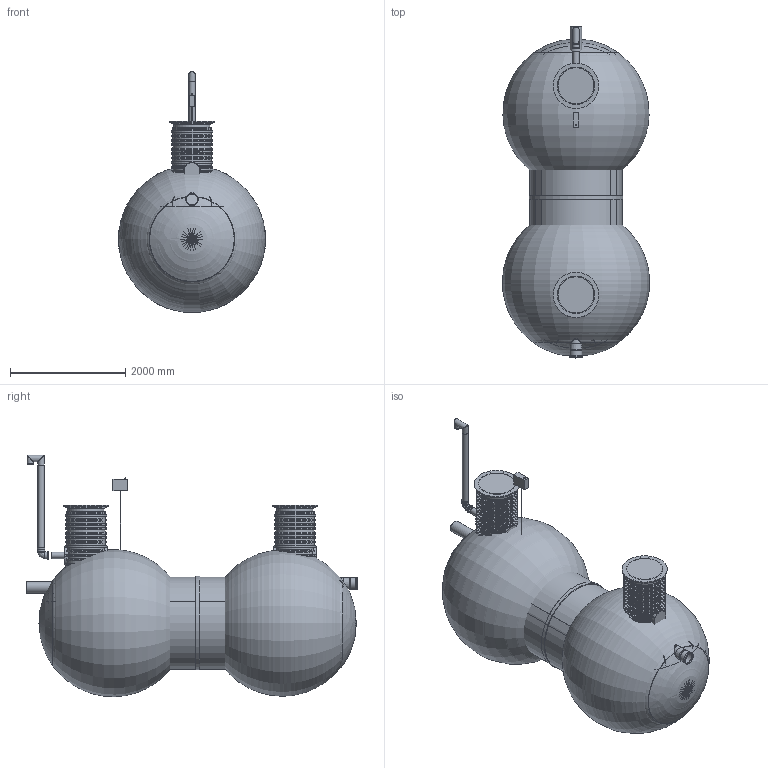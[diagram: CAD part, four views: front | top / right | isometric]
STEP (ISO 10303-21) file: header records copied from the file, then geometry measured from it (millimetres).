
FILE_DESCRIPTION(/* description */ ('Unknown'),/* implementation_level */ '2;1');
FILE_NAME(/* name */ 'Rasvaeraldaja NS20',/* time_stamp */ '2023-04-11T14:17:10+03:00',/* author */ ('Unknown'),/* organization */ ('Unknown'),/* preprocessor_version */ 'ST-DEVELOPER v18.1',/* originating_system */ 'Solid Edge',/* authorisation */ 'Unknown');
FILE_SCHEMA (('AUTOMOTIVE_DESIGN {1 0 10303 214 3 1 1}'));
Length unit declared in the file: millimetre
Products named in the file (37): Rasvaeraldaja NS20; 2261.013; Silinder D1600 rasvaeraldaja NS20; 2261.014; 2261.loikega 1; muhvots_200.par pikem; KolmikD200; 2261.004; 2261.005; 2261.006; 2261.007; 2261.010; 2261.011; Polv D200; Ribi 1600; 2261.loikega 2; 2703.001; 2697.001 tihend teeninduskaevule 670_var2; 2693.001_var3; Malmluuk_D600_(Ginmika); Malmluugi_korpus_D600_(Ginmika); Malmluugi_kaan_D600_(Ginmika); Liiva mudakambri maht rasvaeraldajas NS20 2261.000; Rasvakamber 2261; Rasva ruumala_rasvaeraldajas NS20 2261.000; D665 KP silinder 26.04.19; RoundTubing 110x6.6_oa_0; RoundTubing 63x4.7_oa_1; RoundTubing 25x2.3_oa_2; Ujuk_oa_3; Ujuk_oa_4; Ujuk_oa_5; PE_vent_malm_L=1500; PVC_polv_110; PE venttoru DN100 L=1500; Rotoventiots; elektrikarp loikefotole
Assembly tree (47 placements, depth 3):
  Rasvaeraldaja NS20
    2261.013
    Silinder D1600 rasvaeraldaja NS20
    2261.014
    2261.loikega 1
    muhvots_200.par pikem
    KolmikD200
    2261.004
    2261.005
    2261.006
    2261.007
    2261.010
    2261.011
    Polv D200
    Ribi 1600  x5
    2261.loikega 2
    2703.001  x2
    2697.001 tihend teeninduskaevule 670_var2  x4
    2693.001_var3  x2
    Malmluuk_D600_(Ginmika)  x2
      Malmluugi_korpus_D600_(Ginmika)
      Malmluugi_kaan_D600_(Ginmika)
    Liiva mudakambri maht rasvaeraldajas NS20 2261.000
    Rasvakamber 2261
    Rasva ruumala_rasvaeraldajas NS20 2261.000
    D665 KP silinder 26.04.19  x2
    RoundTubing 110x6.6_oa_0
    RoundTubing 63x4.7_oa_1
    RoundTubing 25x2.3_oa_2
    Ujuk_oa_3
    Ujuk_oa_4
    Ujuk_oa_5
    PE_vent_malm_L=1500
      PVC_polv_110
      PE venttoru DN100 L=1500
      Rotoventiots
    elektrikarp loikefotole
Bounding box: 2553.96 x 5764 x 4191.87 mm (x, y, z)
Volume: 26746938821.3 mm3; surface area: 231761839.1 mm2
Topology: 50 solids, 52 shells, 1259 faces, 2917 edges, 1899 vertices
Faces by surface type: plane 486, cylinder 392, torus 285, cone 53, bspline 40, sphere 3
Full cylindrical faces by diameter (mm): 6 x2, 8.5 x3, 10 x31, 20 x1, 20.4 x1, 25 x1, 53.6 x1, 63 x1, 96.8 x1, 100 x2, 103.2 x3, 105 x1, 110 x9, 120 x2, 130 x2, 184 x1, 188 x4, 190 x1, 200 x17, 205 x1, 212 x8, 215 x1, 217 x1, 220 x3, 232 x3, 233 x1, 595 x2, 600 x2, 609 x2, 610 x2
Entity records: 23456 total; most frequent: CARTESIAN_POINT 7410, DIRECTION 3180, ORIENTED_EDGE 2608, AXIS2_PLACEMENT_3D 1427, EDGE_CURVE 1304, FACE_BOUND 1205, EDGE_LOOP 1200, VERTEX_POINT 1005
